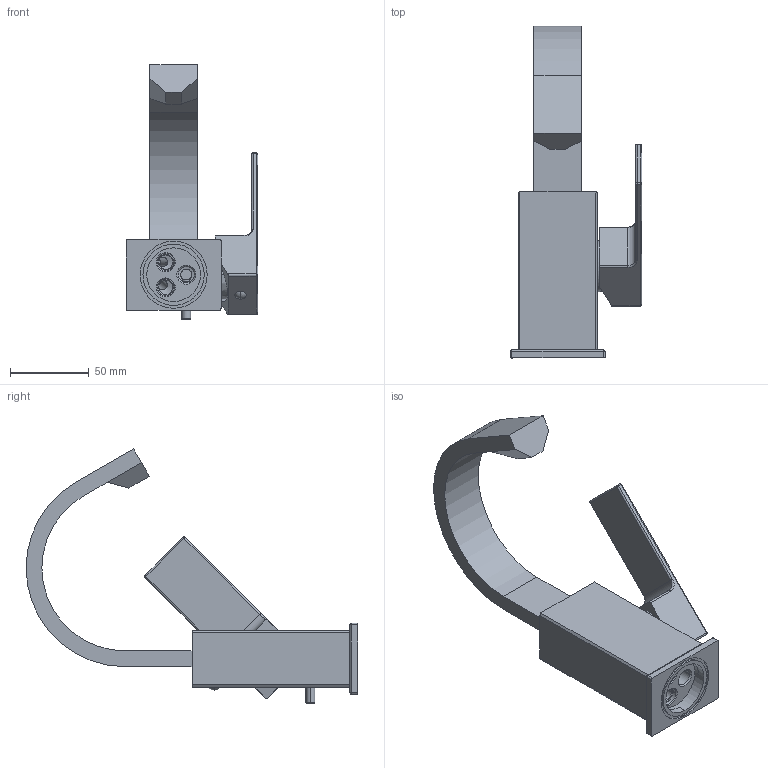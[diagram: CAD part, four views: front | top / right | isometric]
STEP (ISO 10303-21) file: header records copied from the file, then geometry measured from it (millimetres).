
FILE_DESCRIPTION((''),'2;1');
FILE_NAME('EL837CR','2021-01-19T10:28:53',('ut3'),('PAFFONI SpA'),'CREO PARAMETRIC BY PTC INC, 2020044','CREO PARAMETRIC BY PTC INC, 2020044','');
FILE_SCHEMA(('CONFIG_CONTROL_DESIGN','SHAPE_APPEARANCE_LAYERS_GROUPS'));
Length unit declared in the file: millimetre
Products named in the file (1): EL837CR
Bounding box: 83.28 x 210 x 160.93 mm (x, y, z)
Volume: 252486.1 mm3; surface area: 73982.7 mm2
Topology: 1 solids, 1 shells, 376 faces, 926 edges, 561 vertices
Faces by surface type: cylinder 147, plane 120, cone 73, sphere 18, torus 14, bspline 4
Entity records: 14933 total; most frequent: CARTESIAN_POINT 3500, DIRECTION 1936, ORIENTED_EDGE 1806, EDGE_CURVE 903, AXIS2_PLACEMENT_3D 754, VERTEX_POINT 561, VECTOR 428, LINE 428
